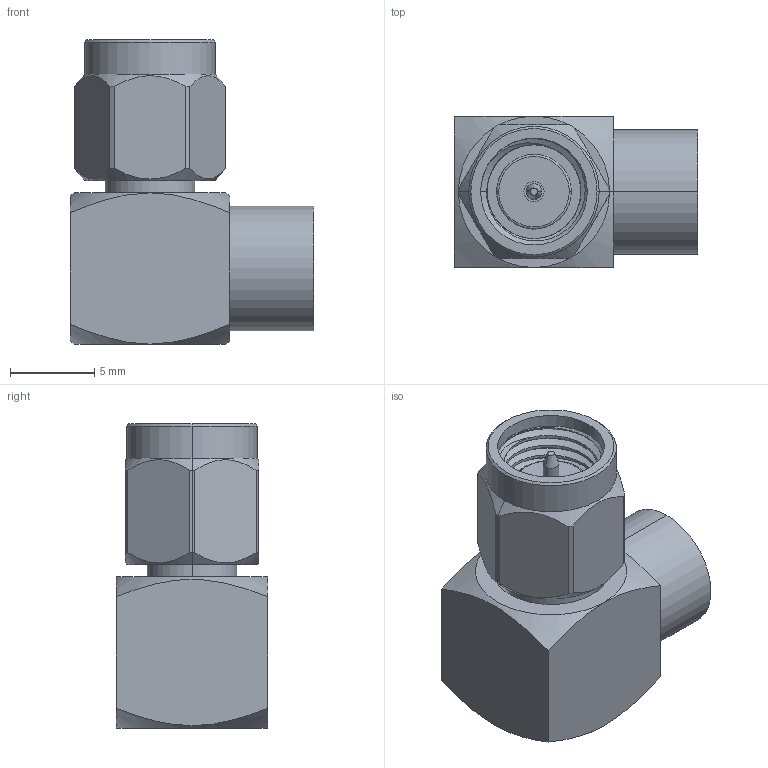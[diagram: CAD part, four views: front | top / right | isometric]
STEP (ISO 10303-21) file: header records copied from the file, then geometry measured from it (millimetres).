
FILE_DESCRIPTION (( 'STEP AP203' ), '1' );
FILE_NAME ('PE4932.step', '2018-11-27T18:58:19', ( '' ), ( '' ), 'SwSTEP 2.0', 'SolidWorks 2017', '' );
FILE_SCHEMA (( 'CONFIG_CONTROL_DESIGN' ));
Length unit declared in the file: inch
Products named in the file (1): PE4932
Bounding box: 14.5 x 9 x 18.1 mm (x, y, z)
Volume: 1148.5 mm3; surface area: 1327.8 mm2
Topology: 2 solids, 2 shells, 225 faces, 613 edges, 402 vertices
Faces by surface type: plane 114, cylinder 85, cone 21, bspline 5
Entity records: 9257 total; most frequent: CARTESIAN_POINT 3492, ORIENTED_EDGE 1226, DIRECTION 1159, EDGE_CURVE 613, VERTEX_POINT 402, AXIS2_PLACEMENT_3D 389, VECTOR 381, LINE 381
